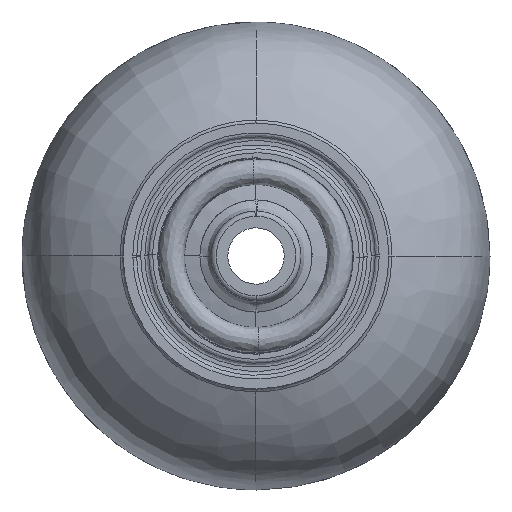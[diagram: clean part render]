
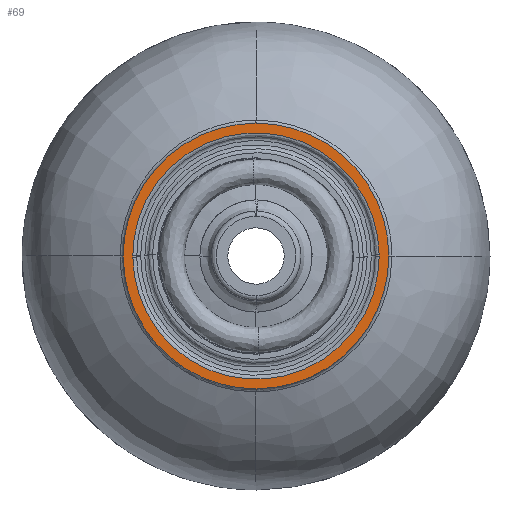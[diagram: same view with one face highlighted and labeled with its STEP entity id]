
A CAD part, front view. The second image highlights one B-rep face of the part: STEP entity #69.
In plain terms, the highlighted planar face has unit normal (0, -1, 0).
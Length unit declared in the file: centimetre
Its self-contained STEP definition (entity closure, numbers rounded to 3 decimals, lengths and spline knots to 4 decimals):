
#19=FACE_BOUND('',#224,.T.);
#69=ADVANCED_FACE('',(#144,#19),#1136,.T.);
#144=FACE_OUTER_BOUND('',#223,.T.);
#223=EDGE_LOOP('',(#487,#488,#489,#490));
#224=EDGE_LOOP('',(#491,#492,#493,#494));
#487=ORIENTED_EDGE('',*,*,#739,.T.);
#488=ORIENTED_EDGE('',*,*,#740,.T.);
#489=ORIENTED_EDGE('',*,*,#741,.T.);
#490=ORIENTED_EDGE('',*,*,#742,.T.);
#491=ORIENTED_EDGE('',*,*,#744,.F.);
#492=ORIENTED_EDGE('',*,*,#748,.T.);
#493=ORIENTED_EDGE('',*,*,#743,.T.);
#494=ORIENTED_EDGE('',*,*,#737,.F.);
#737=EDGE_CURVE('',#1098,#1096,#900,.T.);
#739=EDGE_CURVE('',#1020,#1023,#990,.T.);
#740=EDGE_CURVE('',#1023,#1022,#991,.T.);
#741=EDGE_CURVE('',#1022,#1021,#992,.T.);
#742=EDGE_CURVE('',#1021,#1020,#993,.T.);
#743=EDGE_CURVE('',#1099,#1096,#902,.T.);
#744=EDGE_CURVE('',#1097,#1098,#903,.T.);
#748=EDGE_CURVE('',#1097,#1099,#907,.T.);
#900=(
BOUNDED_CURVE()
B_SPLINE_CURVE(2,(#7037,#7038,#7039,#7040,#7041),.UNSPECIFIED.,.F.,.F.)
B_SPLINE_CURVE_WITH_KNOTS((3,2,3),(0.,152.3214,
304.6427),.UNSPECIFIED.)
CURVE()
GEOMETRIC_REPRESENTATION_ITEM()
RATIONAL_B_SPLINE_CURVE((1.,0.709,1.,0.709,1.))
REPRESENTATION_ITEM('')
);
#902=(
BOUNDED_CURVE()
B_SPLINE_CURVE(2,(#7089,#7090,#7091),.UNSPECIFIED.,.F.,.F.)
B_SPLINE_CURVE_WITH_KNOTS((3,3),(0.,1.2605),
 .UNSPECIFIED.)
CURVE()
GEOMETRIC_REPRESENTATION_ITEM()
RATIONAL_B_SPLINE_CURVE((1.,1.,1.))
REPRESENTATION_ITEM('')
);
#903=(
BOUNDED_CURVE()
B_SPLINE_CURVE(2,(#7092,#7093,#7094),.UNSPECIFIED.,.F.,.F.)
B_SPLINE_CURVE_WITH_KNOTS((3,3),(-1.2605,0.),
 .UNSPECIFIED.)
CURVE()
GEOMETRIC_REPRESENTATION_ITEM()
RATIONAL_B_SPLINE_CURVE((1.,1.,1.))
REPRESENTATION_ITEM('')
);
#907=(
BOUNDED_CURVE()
B_SPLINE_CURVE(2,(#7108,#7109,#7110,#7111,#7112),.UNSPECIFIED.,.F.,.F.)
B_SPLINE_CURVE_WITH_KNOTS((3,2,3),(-304.6427,-152.3214,0.),
 .UNSPECIFIED.)
CURVE()
GEOMETRIC_REPRESENTATION_ITEM()
RATIONAL_B_SPLINE_CURVE((1.,0.709,1.,0.709,1.))
REPRESENTATION_ITEM('')
);
#990=B_SPLINE_CURVE_WITH_KNOTS('',3,(#7045,#7046,#7047,#7048,#7049,#7050,
#7051,#7052,#7053,#7054,#7055),.UNSPECIFIED.,.F.,.F.,(4,1,1,1,1,1,1,1,4),
(-164.6688,-144.0852,-123.5015,-102.918,
-82.3344,-61.7509,-41.1674,-20.5837,
0.),.UNSPECIFIED.);
#991=B_SPLINE_CURVE_WITH_KNOTS('',3,(#7056,#7057,#7058,#7059,#7060,#7061,
#7062,#7063,#7064,#7065,#7066),.UNSPECIFIED.,.F.,.F.,(4,1,1,1,1,1,1,1,4),
(-164.6688,-144.085,-123.5014,-102.9179,
-82.3343,-61.7508,-41.1673,-20.5836,
0.),.UNSPECIFIED.);
#992=B_SPLINE_CURVE_WITH_KNOTS('',3,(#7067,#7068,#7069,#7070,#7071,#7072,
#7073,#7074,#7075,#7076,#7077),.UNSPECIFIED.,.F.,.F.,(4,1,1,1,1,1,1,1,4),
(-164.6688,-144.0852,-123.5015,-102.918,
-82.3344,-61.7509,-41.1674,-20.5837,0.),
 .UNSPECIFIED.);
#993=B_SPLINE_CURVE_WITH_KNOTS('',3,(#7078,#7079,#7080,#7081,#7082,#7083,
#7084,#7085,#7086,#7087,#7088),.UNSPECIFIED.,.F.,.F.,(4,1,1,1,1,1,1,1,4),
(-164.6688,-144.085,-123.5014,-102.9179,
-82.3343,-61.7508,-41.1673,-20.5836,0.),
 .UNSPECIFIED.);
#1020=VERTEX_POINT('',#5939);
#1021=VERTEX_POINT('',#5940);
#1022=VERTEX_POINT('',#5941);
#1023=VERTEX_POINT('',#5942);
#1096=VERTEX_POINT('',#6015);
#1097=VERTEX_POINT('',#6016);
#1098=VERTEX_POINT('',#6017);
#1099=VERTEX_POINT('',#6018);
#1136=PLANE('',#1231);
#1231=AXIS2_PLACEMENT_3D('',#4633,#1239,$);
#1239=DIRECTION('',(0.,-1.,0.));
#4633=CARTESIAN_POINT('',(105.01,-120.,-105.01));
#5939=CARTESIAN_POINT('',(105.,-120.,0.));
#5940=CARTESIAN_POINT('',(0.,-120.,-105.));
#5941=CARTESIAN_POINT('',(-105.,-120.,0.));
#5942=CARTESIAN_POINT('',(0.,-120.,105.));
#6015=CARTESIAN_POINT('',(-97.372,-120.,0.));
#6016=CARTESIAN_POINT('',(97.372,-120.,0.));
#6017=CARTESIAN_POINT('',(97.3639,-120.,1.2605));
#6018=CARTESIAN_POINT('',(-97.3639,-120.,-1.2605));
#7037=CARTESIAN_POINT('',(97.3639,-120.,1.2605));
#7038=CARTESIAN_POINT('',(96.1115,-120.,97.9962));
#7039=CARTESIAN_POINT('',(-0.6303,-120.,97.37));
#7040=CARTESIAN_POINT('',(-97.372,-120.,96.7438));
#7041=CARTESIAN_POINT('',(-97.372,-120.,0.));
#7045=CARTESIAN_POINT('',(105.,-120.,0.));
#7046=CARTESIAN_POINT('',(104.9999,-120.,6.8612));
#7047=CARTESIAN_POINT('',(103.6463,-120.,20.6217));
#7048=CARTESIAN_POINT('',(97.6326,-120.,40.4394));
#7049=CARTESIAN_POINT('',(87.8671,-120.,58.7113));
#7050=CARTESIAN_POINT('',(74.7247,-120.,74.7246));
#7051=CARTESIAN_POINT('',(58.7114,-120.,87.867));
#7052=CARTESIAN_POINT('',(40.4395,-120.,97.6326));
#7053=CARTESIAN_POINT('',(20.6217,-120.,103.6463));
#7054=CARTESIAN_POINT('',(6.8612,-120.,104.9999));
#7055=CARTESIAN_POINT('',(0.,-120.,105.));
#7056=CARTESIAN_POINT('',(0.,-120.,105.));
#7057=CARTESIAN_POINT('',(-6.8612,-120.,104.9999));
#7058=CARTESIAN_POINT('',(-20.6217,-120.,103.6463));
#7059=CARTESIAN_POINT('',(-40.4395,-120.,97.6326));
#7060=CARTESIAN_POINT('',(-58.7114,-120.,87.867));
#7061=CARTESIAN_POINT('',(-74.7247,-120.,74.7246));
#7062=CARTESIAN_POINT('',(-87.8671,-120.,58.7113));
#7063=CARTESIAN_POINT('',(-97.6326,-120.,40.4394));
#7064=CARTESIAN_POINT('',(-103.6463,-120.,20.6217));
#7065=CARTESIAN_POINT('',(-104.9999,-120.,6.8612));
#7066=CARTESIAN_POINT('',(-105.,-120.,0.));
#7067=CARTESIAN_POINT('',(-105.,-120.,0.));
#7068=CARTESIAN_POINT('',(-104.9999,-120.,-6.8612));
#7069=CARTESIAN_POINT('',(-103.6463,-120.,-20.6217));
#7070=CARTESIAN_POINT('',(-97.6326,-120.,-40.4394));
#7071=CARTESIAN_POINT('',(-87.8671,-120.,-58.7113));
#7072=CARTESIAN_POINT('',(-74.7247,-120.,-74.7246));
#7073=CARTESIAN_POINT('',(-58.7114,-120.,-87.867));
#7074=CARTESIAN_POINT('',(-40.4395,-120.,-97.6326));
#7075=CARTESIAN_POINT('',(-20.6217,-120.,-103.6463));
#7076=CARTESIAN_POINT('',(-6.8612,-120.,-104.9999));
#7077=CARTESIAN_POINT('',(0.,-120.,-105.));
#7078=CARTESIAN_POINT('',(0.,-120.,-105.));
#7079=CARTESIAN_POINT('',(6.8612,-120.,-104.9999));
#7080=CARTESIAN_POINT('',(20.6217,-120.,-103.6463));
#7081=CARTESIAN_POINT('',(40.4395,-120.,-97.6326));
#7082=CARTESIAN_POINT('',(58.7114,-120.,-87.867));
#7083=CARTESIAN_POINT('',(74.7247,-120.,-74.7246));
#7084=CARTESIAN_POINT('',(87.8671,-120.,-58.7113));
#7085=CARTESIAN_POINT('',(97.6326,-120.,-40.4394));
#7086=CARTESIAN_POINT('',(103.6463,-120.,-20.6217));
#7087=CARTESIAN_POINT('',(104.9999,-120.,-6.8612));
#7088=CARTESIAN_POINT('',(105.,-120.,0.));
#7089=CARTESIAN_POINT('',(-97.3639,-120.,-1.2605));
#7090=CARTESIAN_POINT('',(-97.372,-120.,-0.6303));
#7091=CARTESIAN_POINT('',(-97.372,-120.,0.));
#7092=CARTESIAN_POINT('',(97.372,-120.,0.));
#7093=CARTESIAN_POINT('',(97.372,-120.,0.6303));
#7094=CARTESIAN_POINT('',(97.3639,-120.,1.2605));
#7108=CARTESIAN_POINT('',(97.372,-120.,0.));
#7109=CARTESIAN_POINT('',(97.372,-120.,-96.7438));
#7110=CARTESIAN_POINT('',(0.6303,-120.,-97.37));
#7111=CARTESIAN_POINT('',(-96.1115,-120.,-97.9962));
#7112=CARTESIAN_POINT('',(-97.3639,-120.,-1.2605));
